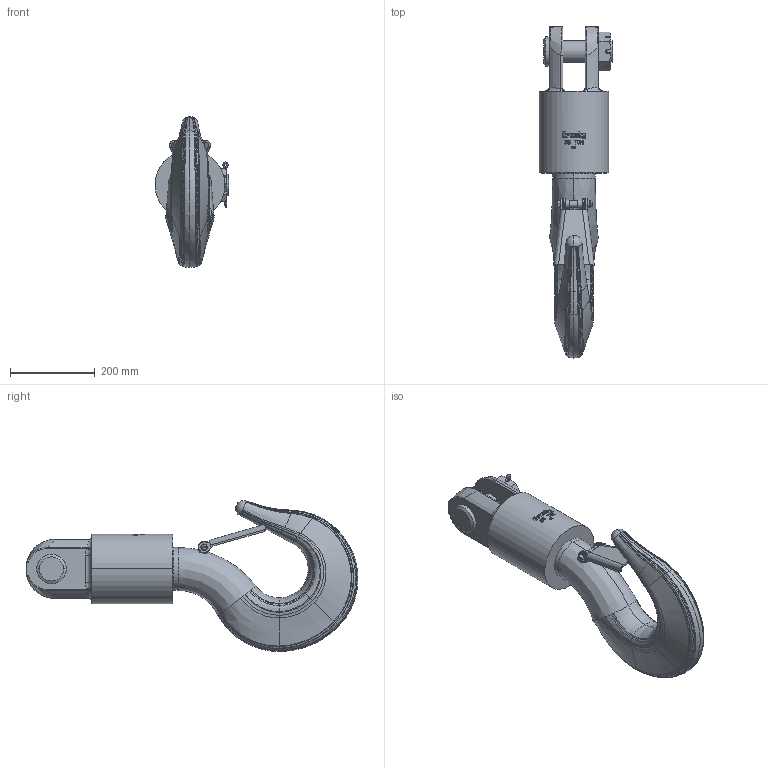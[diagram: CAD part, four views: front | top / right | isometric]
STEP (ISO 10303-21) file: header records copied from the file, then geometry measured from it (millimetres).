
FILE_DESCRIPTION((''),'2;1');
FILE_NAME('CROSBY_SWIVEL_35-S-1_0298216','2011-08-02T',('Alan Doughty'),('The Crosby Group LLC'),'PRO/ENGINEER BY PARAMETRIC TECHNOLOGY CORPORATION, 2010230','PRO/ENGINEER BY PARAMETRIC TECHNOLOGY CORPORATION, 2010230','');
FILE_SCHEMA(('CONFIG_CONTROL_DESIGN'));
Products named in the file (1): CROSBY_SWIVEL_35-S-1_0298216
Bounding box: 174.75 x 785.1 x 357.16 mm (x, y, z)
Volume: 10272367.1 mm3; surface area: 643703.9 mm2
Topology: 4 solids, 4 shells, 756 faces, 1920 edges, 1197 vertices
Faces by surface type: plane 328, bspline 239, cylinder 115, cone 32, torus 28, extrusion 6, sphere 4, revolution 4
Entity records: 44700 total; most frequent: CARTESIAN_POINT 28521, ORIENTED_EDGE 3832, DIRECTION 2569, EDGE_CURVE 1916, VERTEX_POINT 1197, AXIS2_PLACEMENT_3D 963, B_SPLINE_CURVE_WITH_KNOTS 837, EDGE_LOOP 809
